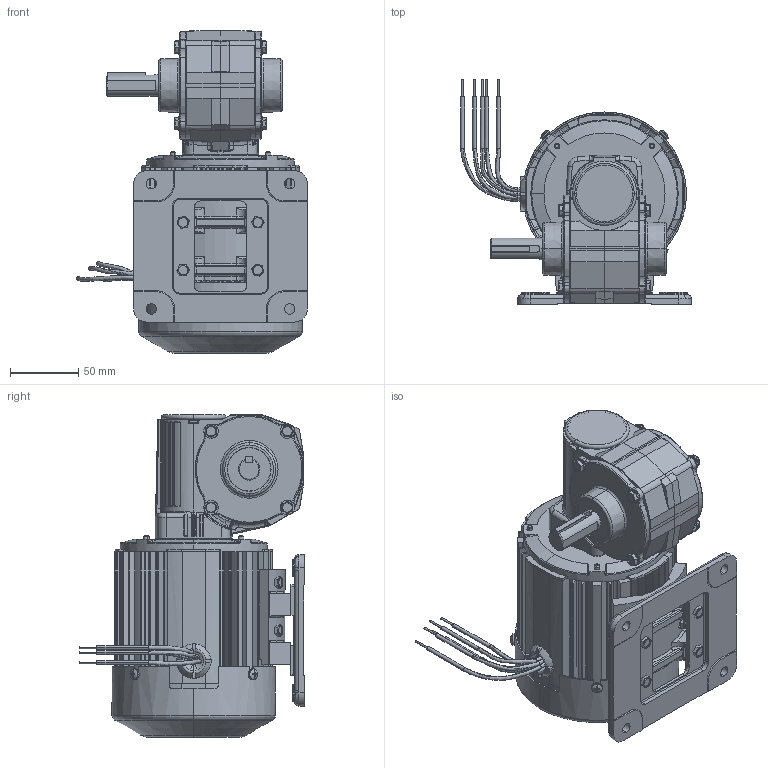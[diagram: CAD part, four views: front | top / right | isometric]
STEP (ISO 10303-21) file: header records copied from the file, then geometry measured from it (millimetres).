
FILE_DESCRIPTION (( 'STEP AP203' ), '1' );
FILE_NAME ('INFM0164.STEP', '2013-09-11T15:15:33', ( 'Admin' ), ( 'Bodine Electric Company' ), 'SwSTEP 2.0', 'SolidWorks 2012', '' );
FILE_SCHEMA (( 'CONFIG_CONTROL_DESIGN' ));
Length unit declared in the file: inch
Products named in the file (20): 52501005_52501005; 36809805_36809805; 36101001_36101001; 328AZ015_328AZ015; 119AZ004_119AZ004; 328AZ029_329AZ029; 541AA014_54100050; 223AZ006_223AZ006; 57501030_57501030infs; 332AZ006_332AZ006; 332AZ007_332AZ007; 343AZ001_343AZ001; INFM0164; 54606510_54606510; 491AZ004_491AZ004; 541AA031_54100003; 57304788_57804788; 541AA007_54100018; 541AA011_54100053; 526GJ001_52601001
Assembly tree (35 placements, depth 3):
  INFM0164
    343AZ001_343AZ001
    332AZ007_332AZ007
    332AZ006_332AZ006
    57501030_57501030infs
    223AZ006_223AZ006
    541AA014_54100050  x8
    328AZ029_329AZ029
    119AZ004_119AZ004
    328AZ015_328AZ015
    36809805_36809805
      36101001_36101001
    526GJ001_52601001
      52501005_52501005
    541AA011_54100053  x4
    541AA007_54100018  x4
    57304788_57804788
    541AA031_54100003  x4
    491AZ004_491AZ004
    54606510_54606510
Bounding box: 169.34 x 165.1 x 236.83 mm (x, y, z)
Volume: 1715435.7 mm3; surface area: 341401.5 mm2
Topology: 43 solids, 43 shells, 2905 faces, 7271 edges, 4515 vertices
Faces by surface type: plane 1164, cylinder 891, bspline 331, cone 247, torus 234, sphere 38
Entity records: 82191 total; most frequent: CARTESIAN_POINT 27126, ORIENTED_EDGE 11282, DIRECTION 11009, EDGE_CURVE 5641, AXIS2_PLACEMENT_3D 4411, VERTEX_POINT 3535, CIRCLE 2461, EDGE_LOOP 2368
